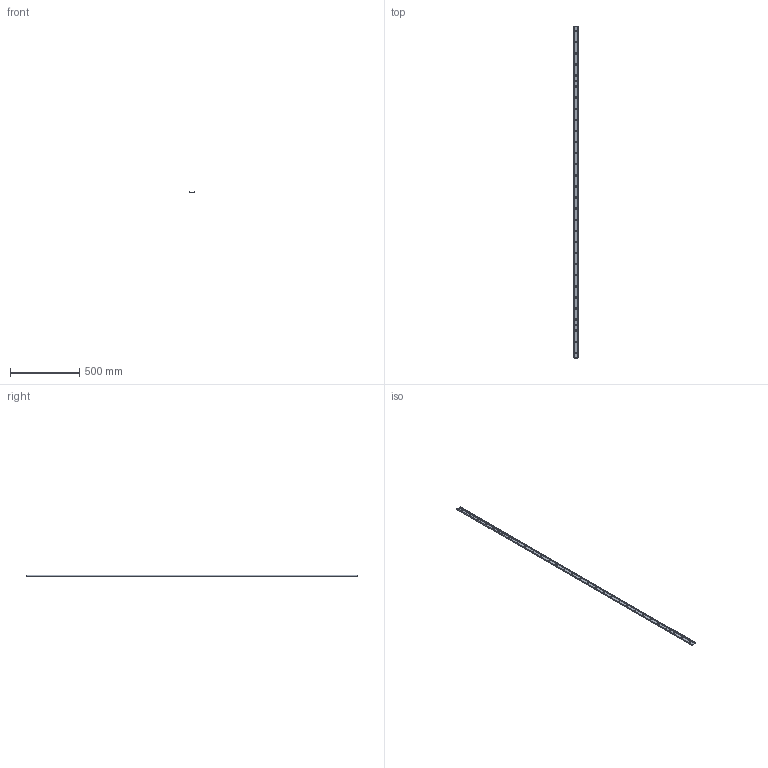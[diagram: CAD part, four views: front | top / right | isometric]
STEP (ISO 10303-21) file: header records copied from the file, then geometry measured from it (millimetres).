
FILE_DESCRIPTION(/* description */ ('FLEXFIT 1537 PROFILE 2394mm STEEL'),/* implementation_level */ '2;1');
FILE_NAME(/* name */ '205-S03-05.stp',/* time_stamp */ '2015-05-01T15:28:39+02:00',/* author */ ('w.jans'),/* organization */ (''),/* preprocessor_version */ 'ST-DEVELOPER v15.6',/* originating_system */ 'Autodesk Inventor 2015',/* authorisation */ '');
FILE_SCHEMA (('AUTOMOTIVE_DESIGN { 1 0 10303 214 3 1 1 }'));
Length unit declared in the file: millimetre
Products named in the file (1): E000009229
Bounding box: 36.99 x 2394 x 11 mm (x, y, z)
Volume: 230267.1 mm3; surface area: 242928.5 mm2
Topology: 1 solids, 1 shells, 800 faces, 2094 edges, 1296 vertices
Faces by surface type: cylinder 430, cone 240, plane 130
Full cylindrical faces by diameter (mm): 8 x2
Entity records: 28920 total; most frequent: CARTESIAN_POINT 9829, ORIENTED_EDGE 4184, DIRECTION 3774, EDGE_CURVE 2092, AXIS2_PLACEMENT_3D 1481, VERTEX_POINT 1296, EDGE_LOOP 866, LINE 812
